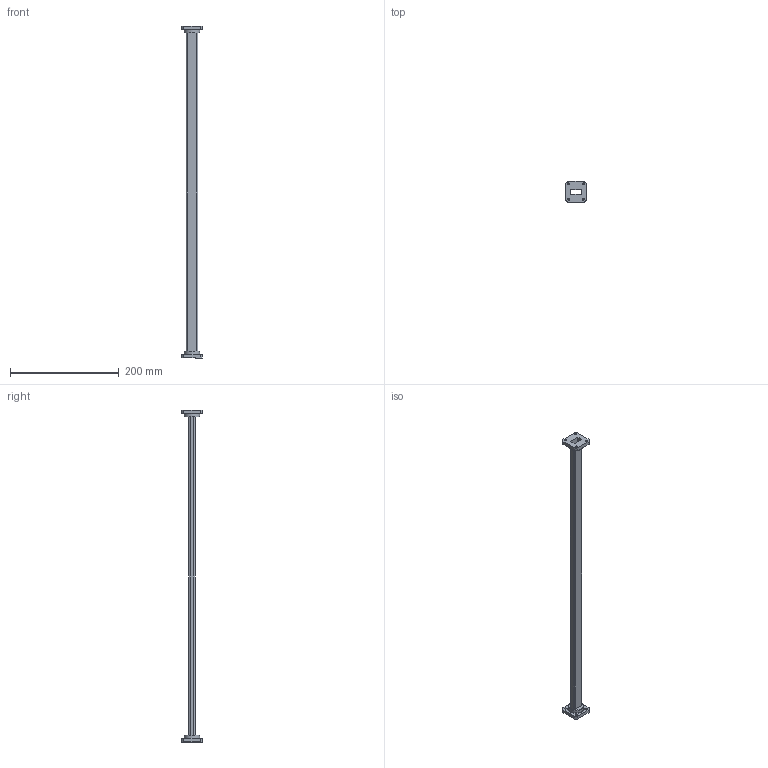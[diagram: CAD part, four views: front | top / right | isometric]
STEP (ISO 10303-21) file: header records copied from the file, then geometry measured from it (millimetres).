
FILE_DESCRIPTION (( 'STEP AP203' ), '1' );
FILE_NAME ('SMW75SF005-24_3D.step', '2021-07-02T16:11:40', ( '' ), ( '' ), 'SwSTEP 2.0', 'SolidWorks 2020', '' );
FILE_SCHEMA (( 'CONFIG_CONTROL_DESIGN' ));
Length unit declared in the file: inch
Products named in the file (1): SMW75SF005-24_3D
Bounding box: 38.1 x 38.1 x 609.6 mm (x, y, z)
Volume: 63903.8 mm3; surface area: 79662.8 mm2
Topology: 1 solids, 1 shells, 48 faces, 122 edges, 80 vertices
Faces by surface type: plane 22, cylinder 22, torus 4
Full cylindrical faces by diameter (mm): 3.683 x8, 28.499 x2
Entity records: 1507 total; most frequent: DIRECTION 254, CARTESIAN_POINT 237, ORIENTED_EDGE 216, EDGE_CURVE 108, AXIS2_PLACEMENT_3D 97, EDGE_LOOP 84, VERTEX_POINT 80, FACE_OUTER_BOUND 62
